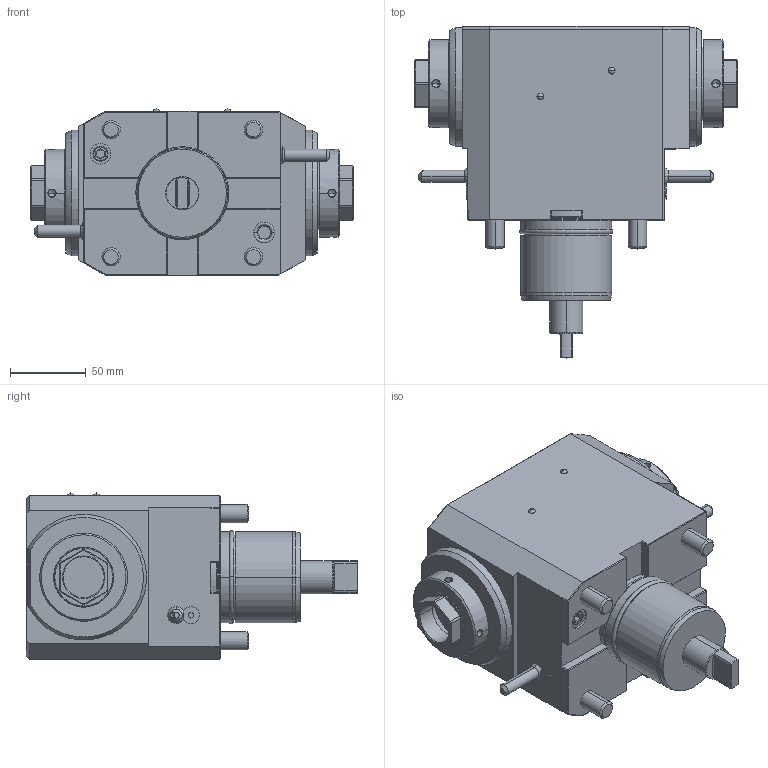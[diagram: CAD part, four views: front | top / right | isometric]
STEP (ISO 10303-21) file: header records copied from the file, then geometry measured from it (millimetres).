
FILE_DESCRIPTION((''),'2;1');
FILE_NAME('NGT2_60_201_32D_1_3_90_MS','2020-04-02T',('Vali'),('NOVA GRUP'),'PRO/ENGINEER BY PARAMETRIC TECHNOLOGY CORPORATION, 2010280','PRO/ENGINEER BY PARAMETRIC TECHNOLOGY CORPORATION, 2010280','');
FILE_SCHEMA(('CONFIG_CONTROL_DESIGN'));
Length unit declared in the file: millimetre
Products named in the file (1): NGT2_60_201_32D_1_3_90_MS
Bounding box: 212.8 x 219 x 109.6 mm (x, y, z)
Volume: 2241752 mm3; surface area: 133221.4 mm2
Topology: 2 solids, 2 shells, 424 faces, 1008 edges, 596 vertices
Faces by surface type: plane 164, cylinder 120, cone 102, bspline 16, torus 14, sphere 8
Entity records: 15563 total; most frequent: CARTESIAN_POINT 5958, DIRECTION 1985, ORIENTED_EDGE 1976, EDGE_CURVE 988, AXIS2_PLACEMENT_3D 733, VERTEX_POINT 596, VECTOR 519, LINE 519
